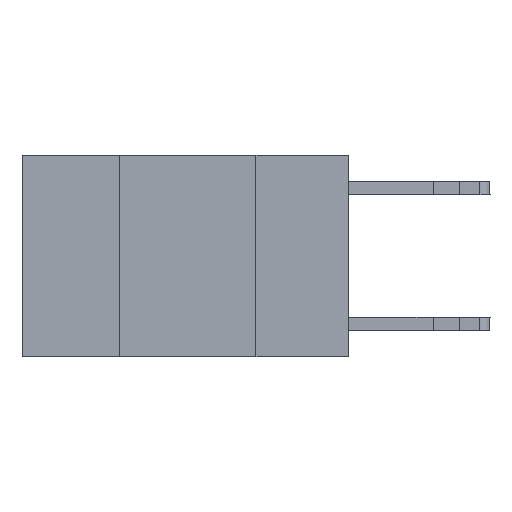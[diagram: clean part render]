
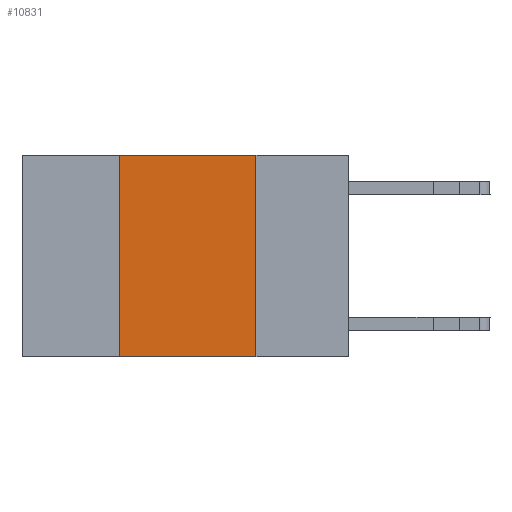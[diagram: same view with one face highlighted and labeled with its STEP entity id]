
A CAD part, left-side view. The second image highlights one B-rep face of the part: STEP entity #10831.
In plain terms, the highlighted planar face has unit normal (-1, 0, 0).
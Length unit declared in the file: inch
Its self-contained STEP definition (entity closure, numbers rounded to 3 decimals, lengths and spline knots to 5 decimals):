
#908 = CARTESIAN_POINT ( 'NONE',  ( 0., 0.17, -0.37 ) ) ;
#931 = ORIENTED_EDGE ( 'NONE', *, *, #18867, .F. ) ;
#988 = CARTESIAN_POINT ( 'NONE',  ( 0., 0.17, 0. ) ) ;
#1214 = VERTEX_POINT ( 'NONE', #21838 ) ;
#1359 = ORIENTED_EDGE ( 'NONE', *, *, #13828, .F. ) ;
#2734 = VECTOR ( 'NONE', #9354, 39.37008 ) ;
#2779 = VECTOR ( 'NONE', #4446, 39.37008 ) ;
#3130 = PLANE ( 'NONE',  #21662 ) ;
#3455 = VECTOR ( 'NONE', #11484, 39.37008 ) ;
#4446 = DIRECTION ( 'NONE',  ( 0., -1., 0. ) ) ;
#4613 = EDGE_CURVE ( 'NONE', #1214, #20978, #16683, .T. ) ;
#5773 = CARTESIAN_POINT ( 'NONE',  ( 0., 0.17, 0. ) ) ;
#6723 = DIRECTION ( 'NONE',  ( 1., 0., 0. ) ) ;
#7258 = ORIENTED_EDGE ( 'NONE', *, *, #11089, .T. ) ;
#7798 = CARTESIAN_POINT ( 'NONE',  ( 0., 0.6, 0. ) ) ;
#8025 = CARTESIAN_POINT ( 'NONE',  ( 0., 0.42, 0. ) ) ;
#8326 = CARTESIAN_POINT ( 'NONE',  ( 0., 0.42, 0. ) ) ;
#8656 = VECTOR ( 'NONE', #10852, 39.37008 ) ;
#9354 = DIRECTION ( 'NONE',  ( 0., -1., 0. ) ) ;
#9738 = LINE ( 'NONE', #7798, #2779 ) ;
#10010 = VERTEX_POINT ( 'NONE', #908 ) ;
#10176 = DIRECTION ( 'NONE',  ( 0., 0., -1. ) ) ;
#10831 = ADVANCED_FACE ( 'NONE', ( #18957 ), #3130, .F. ) ;
#10852 = DIRECTION ( 'NONE',  ( 0., 0., -1. ) ) ;
#11089 = EDGE_CURVE ( 'NONE', #1214, #10010, #21495, .T. ) ;
#11484 = DIRECTION ( 'NONE',  ( 0., 0., 1. ) ) ;
#12049 = EDGE_LOOP ( 'NONE', ( #1359, #931, #20148, #7258 ) ) ;
#12471 = LINE ( 'NONE', #5773, #8656 ) ;
#13828 = EDGE_CURVE ( 'NONE', #18479, #10010, #12471, .T. ) ;
#14784 = CARTESIAN_POINT ( 'NONE',  ( 0., 0.6, -0.37 ) ) ;
#16683 = LINE ( 'NONE', #8025, #3455 ) ;
#18479 = VERTEX_POINT ( 'NONE', #988 ) ;
#18867 = EDGE_CURVE ( 'NONE', #20978, #18479, #9738, .T. ) ;
#18957 = FACE_OUTER_BOUND ( 'NONE', #12049, .T. ) ;
#20148 = ORIENTED_EDGE ( 'NONE', *, *, #4613, .F. ) ;
#20978 = VERTEX_POINT ( 'NONE', #8326 ) ;
#21495 = LINE ( 'NONE', #14784, #2734 ) ;
#21662 = AXIS2_PLACEMENT_3D ( 'NONE', #22326, #6723, #10176 ) ;
#21838 = CARTESIAN_POINT ( 'NONE',  ( 0., 0.42, -0.37 ) ) ;
#22326 = CARTESIAN_POINT ( 'NONE',  ( 0., 0.6, 0. ) ) ;
